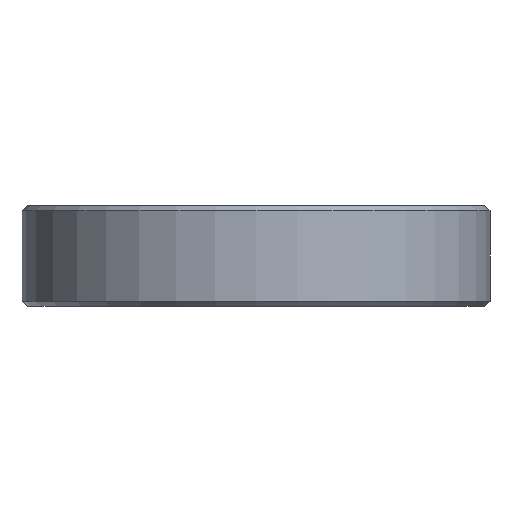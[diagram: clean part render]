
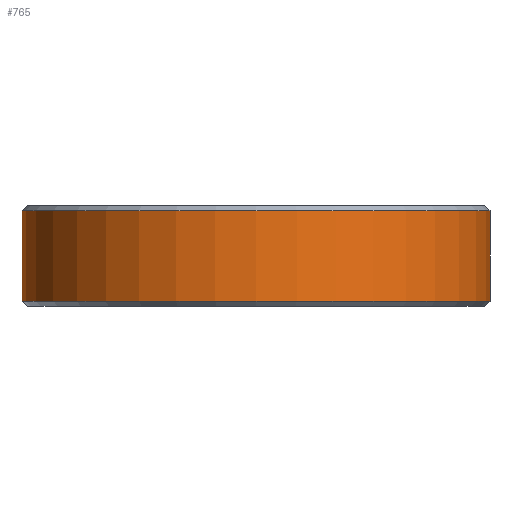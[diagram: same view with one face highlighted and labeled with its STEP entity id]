
A CAD part, front view. The second image highlights one B-rep face of the part: STEP entity #765.
In plain terms, the highlighted cylindrical face has radius 21 mm (diameter 42 mm), a partial arc.
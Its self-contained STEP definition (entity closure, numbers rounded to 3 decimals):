
#5 = CARTESIAN_POINT ( 'NONE',  ( 21., 0., 4.5 ) ) ;
#136 = CARTESIAN_POINT ( 'NONE',  ( -21., 0., -4.05 ) ) ;
#357 = CARTESIAN_POINT ( 'NONE',  ( 21., 0., 4.05 ) ) ;
#438 = VERTEX_POINT ( 'NONE', #357 ) ;
#473 = CARTESIAN_POINT ( 'NONE',  ( -21., 0., 4.05 ) ) ;
#474 = VECTOR ( 'NONE', #848, 1000. ) ;
#560 = DIRECTION ( 'NONE',  ( 1., 0., 0. ) ) ;
#634 = DIRECTION ( 'NONE',  ( 0., 0., 1. ) ) ;
#713 = CIRCLE ( 'NONE', #1593, 21. ) ;
#751 = EDGE_CURVE ( 'NONE', #791, #438, #2128, .T. ) ;
#765 = ADVANCED_FACE ( 'NONE', ( #1590 ), #1909, .T. ) ;
#766 = EDGE_CURVE ( 'NONE', #1712, #1255, #836, .T. ) ;
#791 = VERTEX_POINT ( 'NONE', #1657 ) ;
#836 = LINE ( 'NONE', #969, #474 ) ;
#848 = DIRECTION ( 'NONE',  ( 0., 0., 1. ) ) ;
#969 = CARTESIAN_POINT ( 'NONE',  ( -21., 0., 4.5 ) ) ;
#982 = AXIS2_PLACEMENT_3D ( 'NONE', #2184, #634, #1493 ) ;
#1030 = DIRECTION ( 'NONE',  ( 1., 0., 0. ) ) ;
#1051 = DIRECTION ( 'NONE',  ( 0., 0., 1. ) ) ;
#1145 = EDGE_CURVE ( 'NONE', #1712, #791, #1169, .T. ) ;
#1169 = CIRCLE ( 'NONE', #1994, 21. ) ;
#1255 = VERTEX_POINT ( 'NONE', #473 ) ;
#1263 = ORIENTED_EDGE ( 'NONE', *, *, #1145, .T. ) ;
#1355 = CARTESIAN_POINT ( 'NONE',  ( 0., 0., 4.05 ) ) ;
#1405 = VECTOR ( 'NONE', #2093, 1000. ) ;
#1407 = CARTESIAN_POINT ( 'NONE',  ( 0., 0., -4.05 ) ) ;
#1437 = EDGE_LOOP ( 'NONE', ( #1472, #1263, #1461, #2244 ) ) ;
#1461 = ORIENTED_EDGE ( 'NONE', *, *, #751, .T. ) ;
#1472 = ORIENTED_EDGE ( 'NONE', *, *, #766, .F. ) ;
#1493 = DIRECTION ( 'NONE',  ( 1., 0., 0. ) ) ;
#1590 = FACE_OUTER_BOUND ( 'NONE', #1437, .T. ) ;
#1593 = AXIS2_PLACEMENT_3D ( 'NONE', #1355, #1051, #1030 ) ;
#1656 = EDGE_CURVE ( 'NONE', #1255, #438, #713, .T. ) ;
#1657 = CARTESIAN_POINT ( 'NONE',  ( 21., 0., -4.05 ) ) ;
#1712 = VERTEX_POINT ( 'NONE', #136 ) ;
#1909 = CYLINDRICAL_SURFACE ( 'NONE', #982, 21. ) ;
#1994 = AXIS2_PLACEMENT_3D ( 'NONE', #1407, #2105, #560 ) ;
#2093 = DIRECTION ( 'NONE',  ( 0., 0., 1. ) ) ;
#2105 = DIRECTION ( 'NONE',  ( 0., 0., 1. ) ) ;
#2128 = LINE ( 'NONE', #5, #1405 ) ;
#2184 = CARTESIAN_POINT ( 'NONE',  ( 0., 0., 4.5 ) ) ;
#2244 = ORIENTED_EDGE ( 'NONE', *, *, #1656, .F. ) ;
